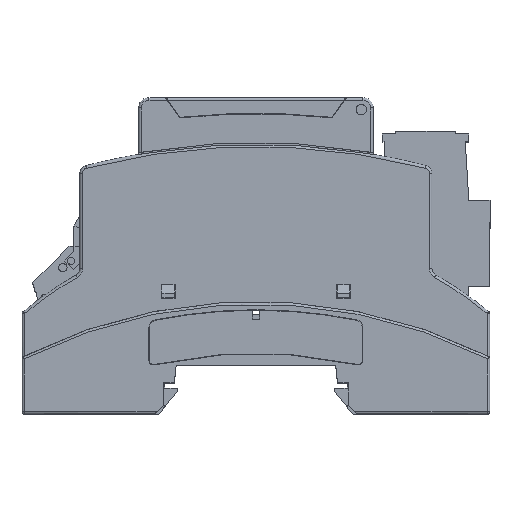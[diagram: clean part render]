
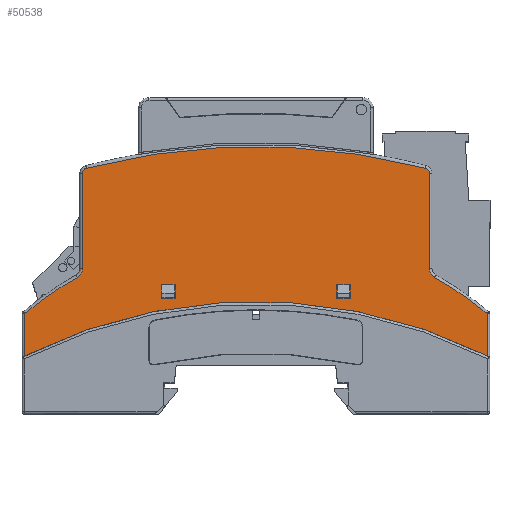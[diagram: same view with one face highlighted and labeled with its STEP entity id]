
A CAD part, top view. The second image highlights one B-rep face of the part: STEP entity #50538.
In plain terms, the highlighted planar face has unit normal (0, 0, 1).
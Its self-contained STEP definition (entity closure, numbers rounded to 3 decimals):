
#1153=FACE_BOUND('',#6430,.T.);
#1154=FACE_BOUND('',#6431,.T.);
#2104=CIRCLE('',#53873,129.2);
#2105=CIRCLE('',#53874,1.);
#2106=CIRCLE('',#53875,2.);
#2107=CIRCLE('',#53876,69.5);
#2108=CIRCLE('',#53877,99.5);
#2109=CIRCLE('',#53878,69.5);
#2110=CIRCLE('',#53879,2.);
#2111=CIRCLE('',#53880,1.);
#3701=FACE_OUTER_BOUND('',#6429,.T.);
#6429=EDGE_LOOP('',(#35276,#35277,#35278,#35279,#35280,#35281,#35282,#35283,
#35284,#35285,#35286,#35287));
#6430=EDGE_LOOP('',(#35288,#35289,#35290,#35291));
#6431=EDGE_LOOP('',(#35292,#35293,#35294,#35295));
#10595=LINE('',#73680,#16205);
#10743=LINE('',#74148,#16353);
#10775=LINE('',#74228,#16385);
#10776=LINE('',#74234,#16386);
#10777=LINE('',#74238,#16387);
#10778=LINE('',#74245,#16388);
#10779=LINE('',#74247,#16389);
#10780=LINE('',#74249,#16390);
#10781=LINE('',#74250,#16391);
#10782=LINE('',#74253,#16392);
#10783=LINE('',#74254,#16393);
#10784=LINE('',#74255,#16394);
#16205=VECTOR('',#59680,1.);
#16353=VECTOR('',#59954,1.);
#16385=VECTOR('',#60018,1.);
#16386=VECTOR('',#60023,1.);
#16387=VECTOR('',#60026,1.);
#16388=VECTOR('',#60033,1.);
#16389=VECTOR('',#60034,1.);
#16390=VECTOR('',#60035,1.);
#16391=VECTOR('',#60036,1.);
#16392=VECTOR('',#60037,1.);
#16393=VECTOR('',#60038,1.);
#16394=VECTOR('',#60039,1.);
#21475=VERTEX_POINT('',#73677);
#21476=VERTEX_POINT('',#73679);
#21643=VERTEX_POINT('',#74146);
#21644=VERTEX_POINT('',#74147);
#21673=VERTEX_POINT('',#74222);
#21674=VERTEX_POINT('',#74223);
#21675=VERTEX_POINT('',#74225);
#21676=VERTEX_POINT('',#74227);
#21677=VERTEX_POINT('',#74229);
#21678=VERTEX_POINT('',#74231);
#21679=VERTEX_POINT('',#74233);
#21680=VERTEX_POINT('',#74235);
#21681=VERTEX_POINT('',#74237);
#21682=VERTEX_POINT('',#74239);
#21683=VERTEX_POINT('',#74243);
#21684=VERTEX_POINT('',#74244);
#21685=VERTEX_POINT('',#74246);
#21686=VERTEX_POINT('',#74248);
#21687=VERTEX_POINT('',#74251);
#21688=VERTEX_POINT('',#74252);
#26666=EDGE_CURVE('',#21475,#21476,#10595,.T.);
#26849=EDGE_CURVE('',#21643,#21644,#10743,.T.);
#26885=EDGE_CURVE('',#21673,#21674,#2104,.T.);
#26886=EDGE_CURVE('',#21673,#21675,#2105,.T.);
#26887=EDGE_CURVE('',#21675,#21676,#10775,.T.);
#26888=EDGE_CURVE('',#21677,#21676,#2106,.T.);
#26889=EDGE_CURVE('',#21677,#21678,#2107,.T.);
#26890=EDGE_CURVE('',#21678,#21679,#10776,.T.);
#26891=EDGE_CURVE('',#21680,#21679,#2108,.T.);
#26892=EDGE_CURVE('',#21681,#21680,#10777,.T.);
#26893=EDGE_CURVE('',#21682,#21681,#2109,.T.);
#26894=EDGE_CURVE('',#21682,#21644,#2110,.T.);
#26895=EDGE_CURVE('',#21643,#21674,#2111,.T.);
#26896=EDGE_CURVE('',#21683,#21684,#10778,.T.);
#26897=EDGE_CURVE('',#21685,#21683,#10779,.T.);
#26898=EDGE_CURVE('',#21686,#21685,#10780,.T.);
#26899=EDGE_CURVE('',#21684,#21686,#10781,.T.);
#26900=EDGE_CURVE('',#21687,#21688,#10782,.T.);
#26901=EDGE_CURVE('',#21476,#21687,#10783,.T.);
#26902=EDGE_CURVE('',#21688,#21475,#10784,.T.);
#35276=ORIENTED_EDGE('',*,*,#26885,.F.);
#35277=ORIENTED_EDGE('',*,*,#26886,.T.);
#35278=ORIENTED_EDGE('',*,*,#26887,.T.);
#35279=ORIENTED_EDGE('',*,*,#26888,.F.);
#35280=ORIENTED_EDGE('',*,*,#26889,.T.);
#35281=ORIENTED_EDGE('',*,*,#26890,.T.);
#35282=ORIENTED_EDGE('',*,*,#26891,.F.);
#35283=ORIENTED_EDGE('',*,*,#26892,.F.);
#35284=ORIENTED_EDGE('',*,*,#26893,.F.);
#35285=ORIENTED_EDGE('',*,*,#26894,.T.);
#35286=ORIENTED_EDGE('',*,*,#26849,.F.);
#35287=ORIENTED_EDGE('',*,*,#26895,.T.);
#35288=ORIENTED_EDGE('',*,*,#26896,.F.);
#35289=ORIENTED_EDGE('',*,*,#26897,.F.);
#35290=ORIENTED_EDGE('',*,*,#26898,.F.);
#35291=ORIENTED_EDGE('',*,*,#26899,.F.);
#35292=ORIENTED_EDGE('',*,*,#26900,.F.);
#35293=ORIENTED_EDGE('',*,*,#26901,.F.);
#35294=ORIENTED_EDGE('',*,*,#26666,.F.);
#35295=ORIENTED_EDGE('',*,*,#26902,.F.);
#46386=PLANE('',#53872);
#50538=ADVANCED_FACE('',(#3701,#1153,#1154),#46386,.F.);
#53872=AXIS2_PLACEMENT_3D('',#74221,#60012,#60013);
#53873=AXIS2_PLACEMENT_3D('',#74224,#60014,#60015);
#53874=AXIS2_PLACEMENT_3D('',#74226,#60016,#60017);
#53875=AXIS2_PLACEMENT_3D('',#74230,#60019,#60020);
#53876=AXIS2_PLACEMENT_3D('',#74232,#60021,#60022);
#53877=AXIS2_PLACEMENT_3D('',#74236,#60024,#60025);
#53878=AXIS2_PLACEMENT_3D('',#74240,#60027,#60028);
#53879=AXIS2_PLACEMENT_3D('',#74241,#60029,#60030);
#53880=AXIS2_PLACEMENT_3D('',#74242,#60031,#60032);
#59680=DIRECTION('',(1.,0.,0.));
#59954=DIRECTION('',(0.,1.,0.));
#60012=DIRECTION('center_axis',(0.,0.,-1.));
#60013=DIRECTION('ref_axis',(1.,0.,0.));
#60014=DIRECTION('center_axis',(0.,0.,
-1.));
#60015=DIRECTION('ref_axis',(-1.,0.,0.));
#60016=DIRECTION('center_axis',(0.,0.,
1.));
#60017=DIRECTION('ref_axis',(1.,0.,0.));
#60018=DIRECTION('',(0.,1.,0.));
#60019=DIRECTION('center_axis',(0.,0.,1.));
#60020=DIRECTION('ref_axis',(0.,-1.,0.));
#60021=DIRECTION('center_axis',(0.,0.,1.));
#60022=DIRECTION('ref_axis',(0.,-1.,0.));
#60023=DIRECTION('',(0.,1.,0.));
#60024=DIRECTION('center_axis',(0.,0.,
1.));
#60025=DIRECTION('ref_axis',(-1.,0.,0.));
#60026=DIRECTION('',(0.,1.,0.));
#60027=DIRECTION('center_axis',(0.,0.,-1.));
#60028=DIRECTION('ref_axis',(0.,1.,0.));
#60029=DIRECTION('center_axis',(0.,0.,-1.));
#60030=DIRECTION('ref_axis',(0.,1.,0.));
#60031=DIRECTION('center_axis',(0.,0.,
1.));
#60032=DIRECTION('ref_axis',(1.,0.,0.));
#60033=DIRECTION('',(0.,1.,0.));
#60034=DIRECTION('',(1.,0.,0.));
#60035=DIRECTION('',(0.,-1.,0.));
#60036=DIRECTION('',(-1.,0.,0.));
#60037=DIRECTION('',(-1.,0.,0.));
#60038=DIRECTION('',(0.,1.,0.));
#60039=DIRECTION('',(0.,-1.,0.));
#73677=CARTESIAN_POINT('',(9.85,-21.1,-0.3));
#73679=CARTESIAN_POINT('',(12.45,-21.1,-0.3));
#73680=CARTESIAN_POINT('',(0.,-21.1,-0.3));
#74146=CARTESIAN_POINT('',(-38.9,-42.477,-0.3));
#74147=CARTESIAN_POINT('',(-38.9,-24.257,-0.3));
#74148=CARTESIAN_POINT('',(-38.9,0.,-0.3));
#74221=CARTESIAN_POINT('Origin',(-23.996,-40.289,-0.3));
#74222=CARTESIAN_POINT('',(26.852,-43.445,-0.3));
#74223=CARTESIAN_POINT('',(-38.152,-43.445,-0.3));
#74224=CARTESIAN_POINT('Origin',(-5.65,81.6,-0.3));
#74225=CARTESIAN_POINT('',(27.6,-42.477,-0.3));
#74226=CARTESIAN_POINT('Origin',(26.6,-42.477,-0.3));
#74227=CARTESIAN_POINT('',(27.6,-24.257,-0.3));
#74228=CARTESIAN_POINT('',(27.6,0.,-0.3));
#74229=CARTESIAN_POINT('',(28.614,-22.517,-0.3));
#74230=CARTESIAN_POINT('Origin',(29.6,-24.257,-0.3));
#74231=CARTESIAN_POINT('',(38.7,-15.56,-0.3));
#74232=CARTESIAN_POINT('Origin',(-5.65,37.95,-0.3));
#74233=CARTESIAN_POINT('',(38.7,-7.469,-0.3));
#74234=CARTESIAN_POINT('',(38.7,0.,-0.3));
#74235=CARTESIAN_POINT('',(-50.,-7.469,-0.3));
#74236=CARTESIAN_POINT('Origin',(-5.65,81.6,-0.3));
#74237=CARTESIAN_POINT('',(-50.,-15.56,-0.3));
#74238=CARTESIAN_POINT('',(-50.,0.,-0.3));
#74239=CARTESIAN_POINT('',(-39.914,-22.517,-0.3));
#74240=CARTESIAN_POINT('Origin',(-5.65,37.95,-0.3));
#74241=CARTESIAN_POINT('Origin',(-40.9,-24.257,-0.3));
#74242=CARTESIAN_POINT('Origin',(-37.9,-42.477,-0.3));
#74243=CARTESIAN_POINT('',(-21.15,-21.1,-0.3));
#74244=CARTESIAN_POINT('',(-21.15,-18.5,-0.3));
#74245=CARTESIAN_POINT('',(-21.15,0.,-0.3));
#74246=CARTESIAN_POINT('',(-23.75,-21.1,-0.3));
#74247=CARTESIAN_POINT('',(0.,-21.1,-0.3));
#74248=CARTESIAN_POINT('',(-23.75,-18.5,-0.3));
#74249=CARTESIAN_POINT('',(-23.75,0.,-0.3));
#74250=CARTESIAN_POINT('',(0.,-18.5,-0.3));
#74251=CARTESIAN_POINT('',(12.45,-18.5,-0.3));
#74252=CARTESIAN_POINT('',(9.85,-18.5,-0.3));
#74253=CARTESIAN_POINT('',(0.,-18.5,-0.3));
#74254=CARTESIAN_POINT('',(12.45,0.,-0.3));
#74255=CARTESIAN_POINT('',(9.85,0.,-0.3));
